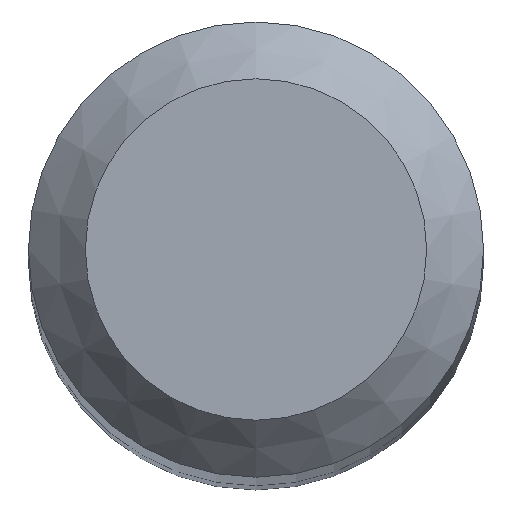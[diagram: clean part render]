
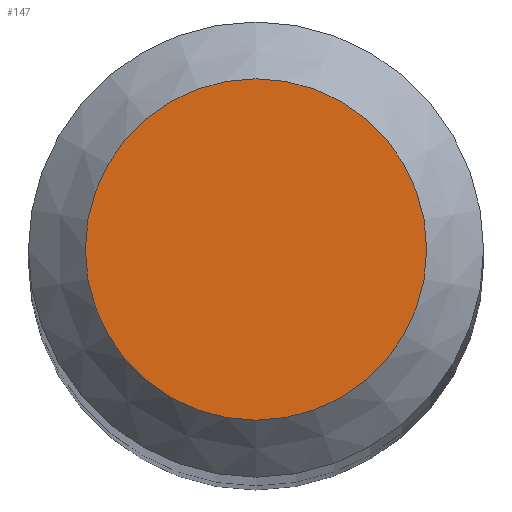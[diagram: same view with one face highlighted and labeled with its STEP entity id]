
A CAD part, top view. The second image highlights one B-rep face of the part: STEP entity #147.
In plain terms, the highlighted planar face has unit normal (0, 0, 1).
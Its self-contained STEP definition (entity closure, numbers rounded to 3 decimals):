
#1 = VERTEX_POINT ( 'NONE', #99 ) ;
#6 = ORIENTED_EDGE ( 'NONE', *, *, #68, .F. ) ;
#13 = DIRECTION ( 'NONE',  ( 0., 1., 0. ) ) ;
#30 = AXIS2_PLACEMENT_3D ( 'NONE', #107, #155, #165 ) ;
#44 = PLANE ( 'NONE',  #199 ) ;
#53 = CIRCLE ( 'NONE', #30, 1.05 ) ;
#61 = CARTESIAN_POINT ( 'NONE',  ( 0., 0., 46. ) ) ;
#68 = EDGE_CURVE ( 'NONE', #1, #1, #53, .T. ) ;
#85 = EDGE_LOOP ( 'NONE', ( #6 ) ) ;
#99 = CARTESIAN_POINT ( 'NONE',  ( 0., 1.05, 46. ) ) ;
#107 = CARTESIAN_POINT ( 'NONE',  ( 0., 0., 46. ) ) ;
#147 = ADVANCED_FACE ( 'NONE', ( #200 ), #44, .F. ) ;
#155 = DIRECTION ( 'NONE',  ( 0., 0., -1. ) ) ;
#165 = DIRECTION ( 'NONE',  ( 0., 1., 0. ) ) ;
#186 = DIRECTION ( 'NONE',  ( 0., 0., -1. ) ) ;
#199 = AXIS2_PLACEMENT_3D ( 'NONE', #61, #186, #13 ) ;
#200 = FACE_OUTER_BOUND ( 'NONE', #85, .T. ) ;
